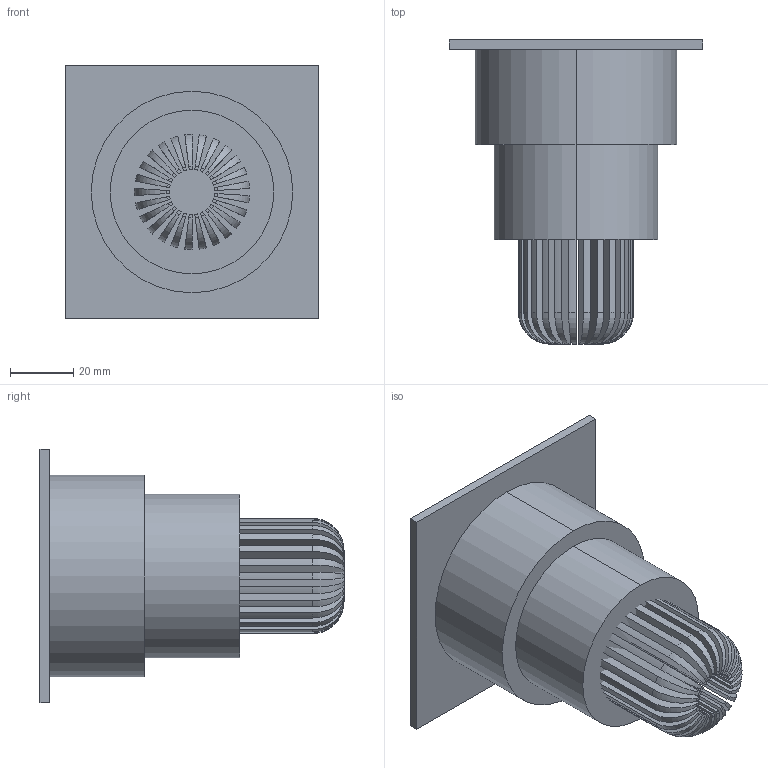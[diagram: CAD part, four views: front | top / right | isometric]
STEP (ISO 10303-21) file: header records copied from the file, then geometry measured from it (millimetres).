
FILE_DESCRIPTION (( 'STEP AP214' ), '1' );
FILE_NAME ('SOON 13.STEP', '2018-07-09T05:29:58', ( '' ), ( '' ), 'SwSTEP 2.0', 'SolidWorks 2013', '' );
FILE_SCHEMA (( 'AUTOMOTIVE_DESIGN' ));
Length unit declared in the file: millimetre
Products named in the file (1): SOON 13
Bounding box: 80 x 96 x 80 mm (x, y, z)
Volume: 142788.7 mm3; surface area: 63347.4 mm2
Topology: 27 solids, 27 shells, 190 faces, 405 edges, 270 vertices
Faces by surface type: plane 109, cylinder 54, torus 25, cone 2
Entity records: 5468 total; most frequent: DIRECTION 974, CARTESIAN_POINT 866, ORIENTED_EDGE 810, EDGE_CURVE 405, AXIS2_PLACEMENT_3D 378, VERTEX_POINT 270, VECTOR 218, LINE 218
